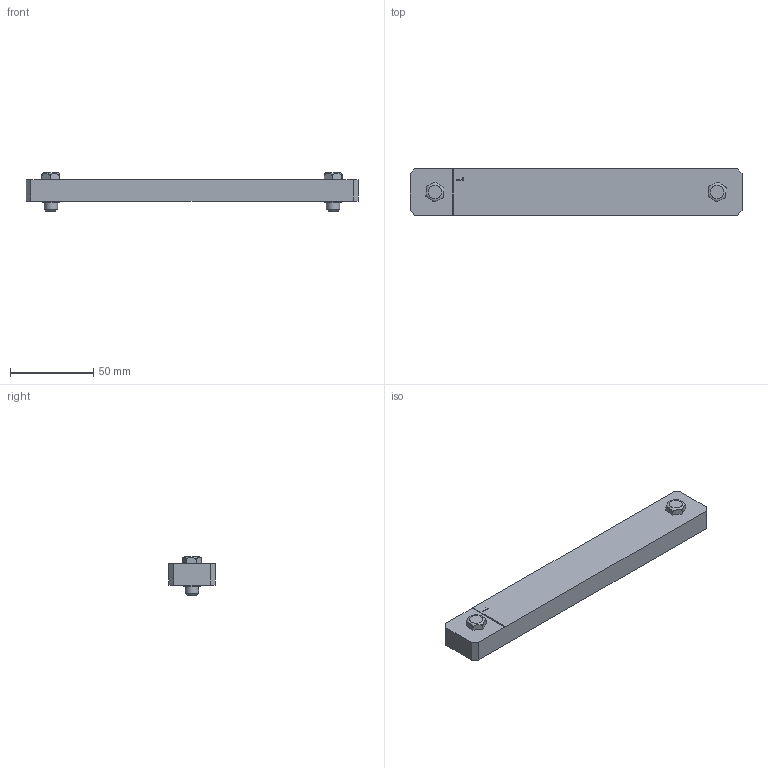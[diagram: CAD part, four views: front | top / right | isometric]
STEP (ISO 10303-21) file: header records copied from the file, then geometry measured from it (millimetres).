
FILE_DESCRIPTION (( 'STEP AP203' ), '1' );
FILE_NAME ('OGASKL170W-油面計.STEP', '2023-09-28T06:30:24', ( '' ), ( '' ), 'SwSTEP 2.0', 'SolidWorks 2018', '' );
FILE_SCHEMA (( 'CONFIG_CONTROL_DESIGN' ));
Length unit declared in the file: millimetre
Products named in the file (1): OGASKL170W-油面計
Bounding box: 200 x 28 x 23 mm (x, y, z)
Volume: 71539 mm3; surface area: 21506.5 mm2
Topology: 3 solids, 3 shells, 70 faces, 183 edges, 121 vertices
Faces by surface type: plane 49, cylinder 17, cone 2, torus 2
Full cylindrical faces by diameter (mm): 4 x1, 4.5 x4, 6.8 x2, 7 x2, 8 x6, 10 x2
Entity records: 2603 total; most frequent: CARTESIAN_POINT 983, DIRECTION 296, ORIENTED_EDGE 292, EDGE_CURVE 146, EDGE_LOOP 110, VERTEX_POINT 108, AXIS2_PLACEMENT_3D 105, FACE_OUTER_BOUND 89
